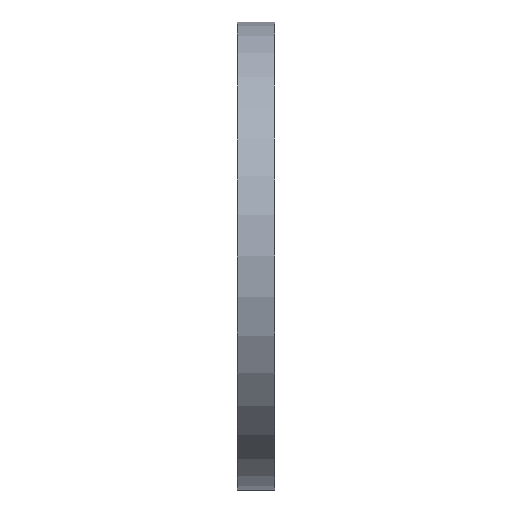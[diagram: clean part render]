
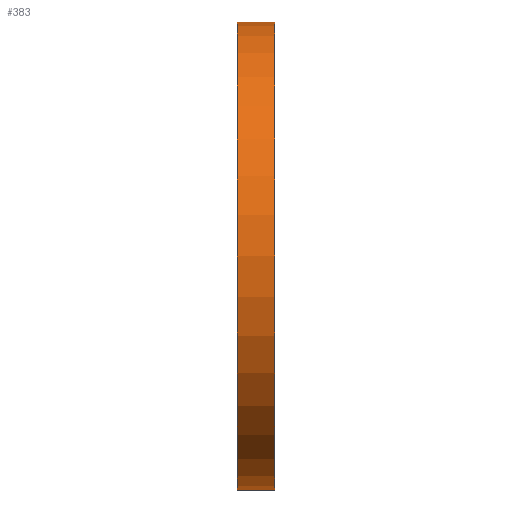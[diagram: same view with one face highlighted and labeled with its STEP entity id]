
A CAD part, front view. The second image highlights one B-rep face of the part: STEP entity #383.
In plain terms, the highlighted cylindrical face has radius 142.5 mm (diameter 285 mm), a partial arc.
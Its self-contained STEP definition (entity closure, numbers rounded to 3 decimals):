
#163 = EDGE_CURVE( '', #377, #305, #427, .T. );
#223 = EDGE_CURVE( '', #297, #377, #491, .T. );
#297 = VERTEX_POINT( '', #584 );
#301 = VERTEX_POINT( '', #588 );
#305 = VERTEX_POINT( '', #592 );
#365 = EDGE_CURVE( '', #301, #297, #665, .T. );
#373 = EDGE_CURVE( '', #305, #301, #673, .T. );
#377 = VERTEX_POINT( '', #678 );
#383 = ADVANCED_FACE( '', ( #684 ), #685, .T. );
#427 = CIRCLE( '', #726, 142.5 );
#491 = LINE( '', #812, #813 );
#584 = CARTESIAN_POINT( '', ( 0., 0., -142.5 ) );
#588 = CARTESIAN_POINT( '', ( 0., 0., 142.5 ) );
#592 = CARTESIAN_POINT( '', ( 23., 0., 142.5 ) );
#665 = CIRCLE( '', #1030, 142.5 );
#673 = LINE( '', #1038, #1039 );
#678 = CARTESIAN_POINT( '', ( 23., 0., -142.5 ) );
#684 = FACE_OUTER_BOUND( '', #1052, .T. );
#685 = CYLINDRICAL_SURFACE( '', #1053, 142.5 );
#726 = AXIS2_PLACEMENT_3D( '', #1090, #1091, #1092 );
#812 = CARTESIAN_POINT( '', ( 0., 0., -142.5 ) );
#813 = VECTOR( '', #1173, 1. );
#1030 = AXIS2_PLACEMENT_3D( '', #1389, #1390, #1391 );
#1038 = CARTESIAN_POINT( '', ( 0., 0., 142.5 ) );
#1039 = VECTOR( '', #1393, 1. );
#1052 = EDGE_LOOP( '', ( #1404, #1405, #1406, #1407 ) );
#1053 = AXIS2_PLACEMENT_3D( '', #1408, #1409, #1410 );
#1090 = CARTESIAN_POINT( '', ( 23., 0., 0. ) );
#1091 = DIRECTION( '', ( -1., 0., 0. ) );
#1092 = DIRECTION( '', ( 0., 0., -1. ) );
#1173 = DIRECTION( '', ( 1., 0., 0. ) );
#1389 = CARTESIAN_POINT( '', ( 0., 0., 0. ) );
#1390 = DIRECTION( '', ( 1., 0., 0. ) );
#1391 = DIRECTION( '', ( 0., 0., -1. ) );
#1393 = DIRECTION( '', ( -1., 0., 0. ) );
#1404 = ORIENTED_EDGE( '', *, *, #223, .T. );
#1405 = ORIENTED_EDGE( '', *, *, #163, .T. );
#1406 = ORIENTED_EDGE( '', *, *, #373, .T. );
#1407 = ORIENTED_EDGE( '', *, *, #365, .T. );
#1408 = CARTESIAN_POINT( '', ( 0., 0., 0. ) );
#1409 = DIRECTION( '', ( -1., 0., 0. ) );
#1410 = DIRECTION( '', ( 0., 0., -1. ) );
